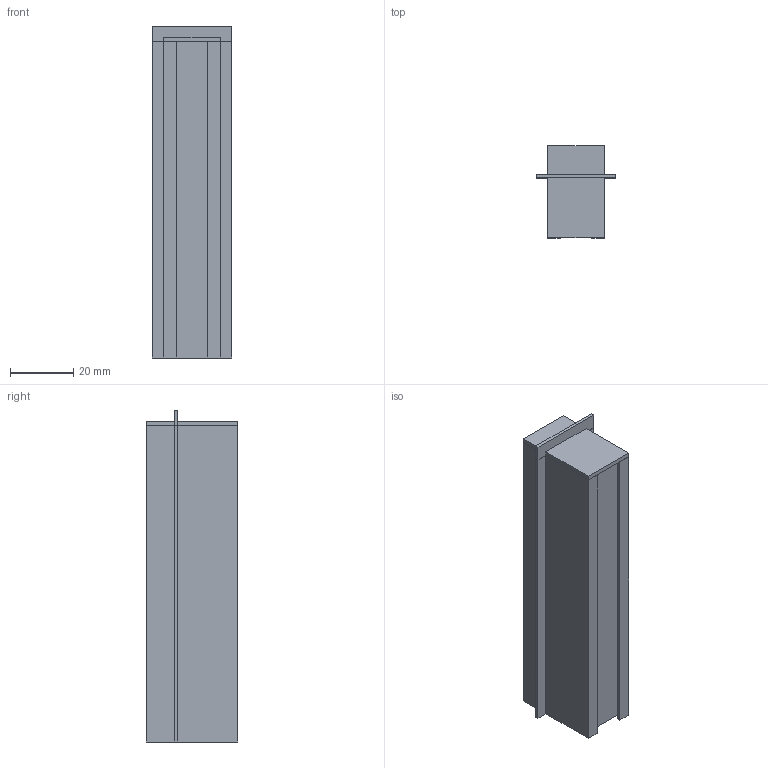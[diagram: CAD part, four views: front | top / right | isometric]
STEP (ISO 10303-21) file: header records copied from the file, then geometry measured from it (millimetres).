
FILE_DESCRIPTION(/* description */ (''),/* implementation_level */ '2;1');
FILE_NAME(/* name */ 'Hoch_Anwenderdatei_20221114.stp',/* time_stamp */ '2022-11-14T16:03:35+01:00',/* author */ ('sstotter'),/* organization */ (''),/* preprocessor_version */ 'ST-DEVELOPER v18.1',/* originating_system */ 'Autodesk Inventor 2021',/* authorisation */ '');
FILE_SCHEMA (('AUTOMOTIVE_DESIGN { 1 0 10303 214 3 1 1 }'));
Length unit declared in the file: millimetre
Products named in the file (3): Hoch_Anwenderdatei; Profil_Hock_Anwenderdatei; Endkappe_Hoch_Anwenderdatei
Assembly tree (2 placements, depth 2):
  Hoch_Anwenderdatei
    Profil_Hock_Anwenderdatei
    Endkappe_Hoch_Anwenderdatei
Bounding box: 25 x 29 x 105 mm (x, y, z)
Volume: 16876.1 mm3; surface area: 25292.2 mm2
Topology: 3 solids, 3 shells, 70 faces, 192 edges, 128 vertices
Faces by surface type: plane 70
Entity records: 2262 total; most frequent: CARTESIAN_POINT 395, ORIENTED_EDGE 384, DIRECTION 342, LINE 192, VECTOR 192, EDGE_CURVE 192, VERTEX_POINT 128, AXIS2_PLACEMENT_3D 75
